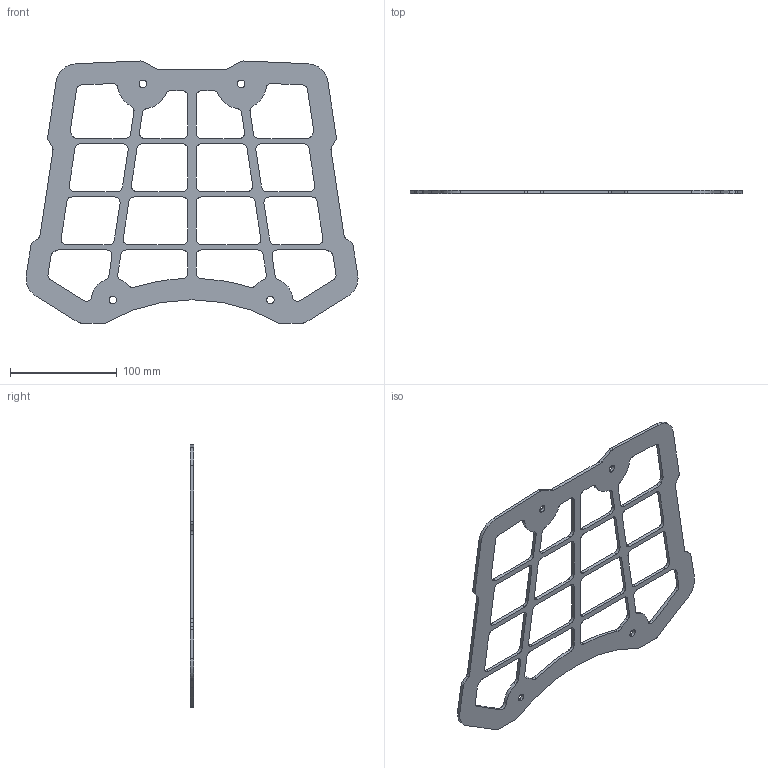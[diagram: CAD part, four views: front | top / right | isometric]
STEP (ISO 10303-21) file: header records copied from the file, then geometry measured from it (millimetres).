
FILE_DESCRIPTION (( 'STEP AP203' ), '1' );
FILE_NAME ('PLOTNA YAMAHA XT660Z.STEP', '2019-06-15T16:47:18', ( '' ), ( '' ), 'SwSTEP 2.0', 'SolidWorks 2019', '' );
FILE_SCHEMA (( 'CONFIG_CONTROL_DESIGN' ));
Length unit declared in the file: millimetre
Products named in the file (1): PLOTNA YAMAHA XT660Z
Bounding box: 310.29 x 3 x 244.95 mm (x, y, z)
Volume: 86047.7 mm3; surface area: 69343.5 mm2
Topology: 1 solids, 1 shells, 207 faces, 615 edges, 410 vertices
Faces by surface type: cylinder 108, plane 89, bspline 10
Entity records: 7550 total; most frequent: CARTESIAN_POINT 1691, ORIENTED_EDGE 1230, DIRECTION 1207, EDGE_CURVE 615, AXIS2_PLACEMENT_3D 414, VERTEX_POINT 410, LINE 379, VECTOR 379
